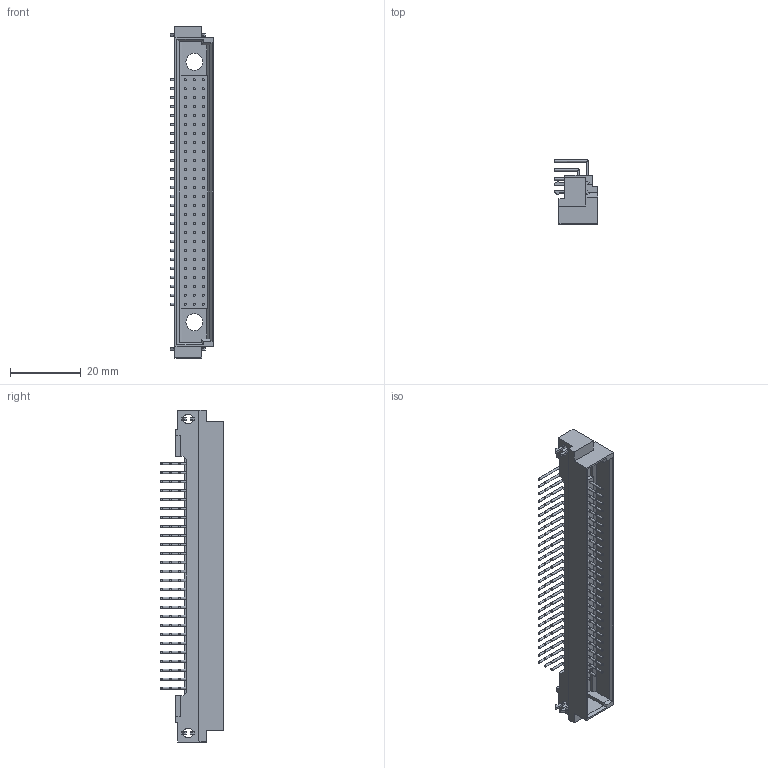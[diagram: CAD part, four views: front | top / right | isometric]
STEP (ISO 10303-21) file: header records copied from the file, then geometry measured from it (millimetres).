
FILE_DESCRIPTION(/* description */ (''),/* implementation_level */ '2;1');
FILE_NAME(/* name */ '100102165ugm000_b.stp',/* time_stamp */ '2015-09-21T11:52:43+02:00',/* author */ (''),/* organization */ (''),/* preprocessor_version */ 'ST-DEVELOPER v15',/* originating_system */ 'SIEMENS PLM Software NX 8.5',/* authorisation */ '');
FILE_SCHEMA (('AUTOMOTIVE_DESIGN { 1 0 10303 214 3 1 1 1 }'));
Length unit declared in the file: millimetre
Products named in the file (1): 100102165ugm000_b
Bounding box: 12.35 x 18.02 x 94 mm (x, y, z)
Volume: 5653.1 mm3; surface area: 8209.2 mm2
Topology: 1 solids, 1 shells, 623 faces, 1376 edges, 756 vertices
Faces by surface type: plane 279, cylinder 266, sphere 78
Full cylindrical faces by diameter (mm): 0.6 x234, 2.8 x2, 4.82 x2
Entity records: 19369 total; most frequent: CARTESIAN_POINT 3372, DIRECTION 2688, ORIENTED_EDGE 1960, AXIS2_PLACEMENT_3D 1162, EDGE_LOOP 1026, EDGE_CURVE 980, VERTEX_POINT 754, FACE_BOUND 652
